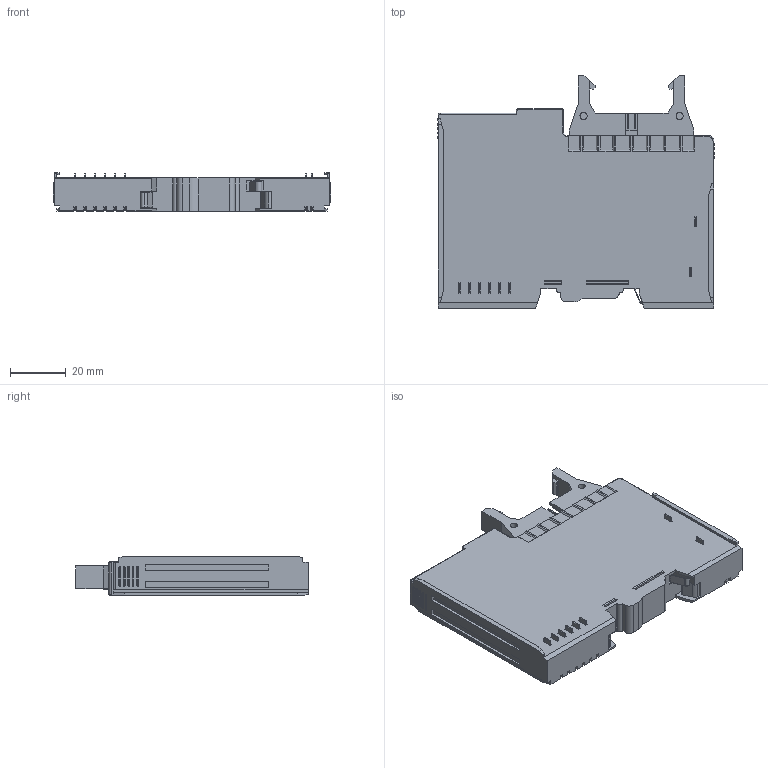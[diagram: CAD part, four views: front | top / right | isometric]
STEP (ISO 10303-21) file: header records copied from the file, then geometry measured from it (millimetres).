
FILE_DESCRIPTION((''),'2;1');
FILE_NAME('SALES_HRS20_3D','2018-04-13T',('seo'),(''),'CREO PARAMETRIC BY PTC INC, 2016130','CREO PARAMETRIC BY PTC INC, 2016130','');
FILE_SCHEMA(('CONFIG_CONTROL_DESIGN'));
Length unit declared in the file: millimetre
Products named in the file (1): SALES_HRS20_3D
Bounding box: 99.8 x 83.5 x 13.9 mm (x, y, z)
Volume: 76244.2 mm3; surface area: 23748.3 mm2
Topology: 2 solids, 3 shells, 1044 faces, 2704 edges, 1740 vertices
Faces by surface type: plane 828, cylinder 138, bspline 33, cone 32, torus 10, sphere 2, extrusion 1
Entity records: 33567 total; most frequent: CARTESIAN_POINT 8084, ORIENTED_EDGE 5408, DIRECTION 4939, EDGE_CURVE 2704, VECTOR 2353, LINE 2352, VERTEX_POINT 1740, AXIS2_PLACEMENT_3D 1293
